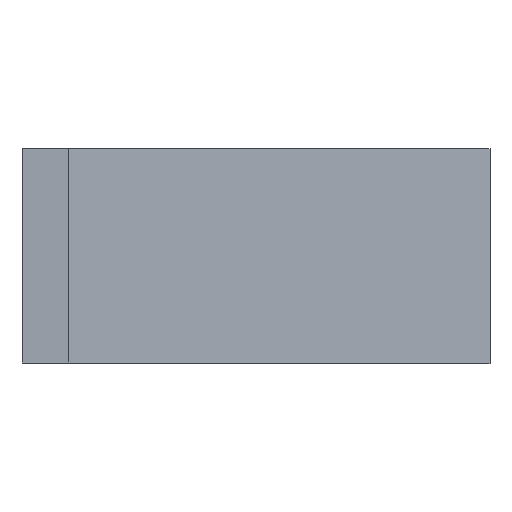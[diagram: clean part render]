
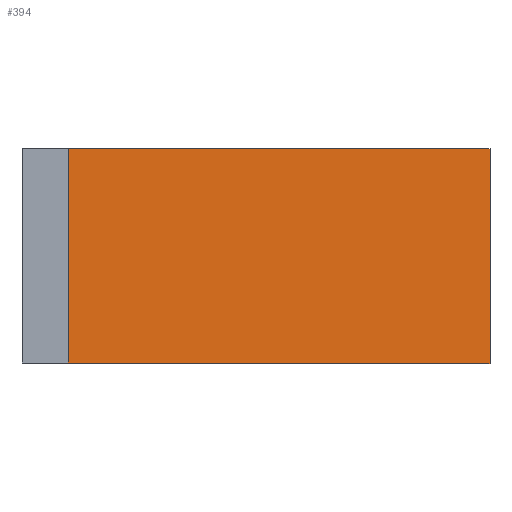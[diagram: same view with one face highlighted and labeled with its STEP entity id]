
A CAD part, top view. The second image highlights one B-rep face of the part: STEP entity #394.
In plain terms, the highlighted planar face has unit normal (0.707, 0, 0.707).
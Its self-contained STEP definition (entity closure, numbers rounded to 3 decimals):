
#73=CARTESIAN_POINT('',(55.0,0.0,0.));
#74=VERTEX_POINT('',#73);
#75=CARTESIAN_POINT('',(55.0,28.,0.));
#76=VERTEX_POINT('',#75);
#77=CARTESIAN_POINT('',(55.0,0.0,0.));
#78=DIRECTION('',(0.0,1.0,0.0));
#79=VECTOR('',#78,28.);
#80=LINE('',#77,#79);
#81=EDGE_CURVE('',#74,#76,#80,.T.);
#183=CARTESIAN_POINT('',(0.0,0.0,55.0));
#184=VERTEX_POINT('',#183);
#185=CARTESIAN_POINT('',(0.0,28.,55.0));
#186=VERTEX_POINT('',#185);
#187=CARTESIAN_POINT('',(0.0,0.0,55.0));
#188=DIRECTION('',(0.0,1.0,0.0));
#189=VECTOR('',#188,28.);
#190=LINE('',#187,#189);
#191=EDGE_CURVE('',#184,#186,#190,.T.);
#366=CARTESIAN_POINT('',(0.0,28.,55.0));
#367=DIRECTION('',(0.707,0.0,-0.707));
#368=VECTOR('',#367,77.782);
#369=LINE('',#366,#368);
#370=EDGE_CURVE('',#186,#76,#369,.T.);
#378=CARTESIAN_POINT('',(0.0,0.0,55.0));
#379=DIRECTION('',(0.707,0.0,0.707));
#380=DIRECTION('',(0.707,0.0,-0.707));
#381=AXIS2_PLACEMENT_3D('',#378,#379,#380);
#382=PLANE('',#381);
#383=CARTESIAN_POINT('',(55.0,0.0,0.));
#384=DIRECTION('',(-0.707,0.0,0.707));
#385=VECTOR('',#384,77.782);
#386=LINE('',#383,#385);
#387=EDGE_CURVE('',#74,#184,#386,.T.);
#388=ORIENTED_EDGE('',*,*,#387,.F.);
#389=ORIENTED_EDGE('',*,*,#81,.T.);
#390=ORIENTED_EDGE('',*,*,#370,.F.);
#391=ORIENTED_EDGE('',*,*,#191,.F.);
#392=EDGE_LOOP('',(#388,#389,#390,#391));
#393=FACE_OUTER_BOUND('',#392,.T.);
#394=ADVANCED_FACE('',(#393),#382,.T.);
